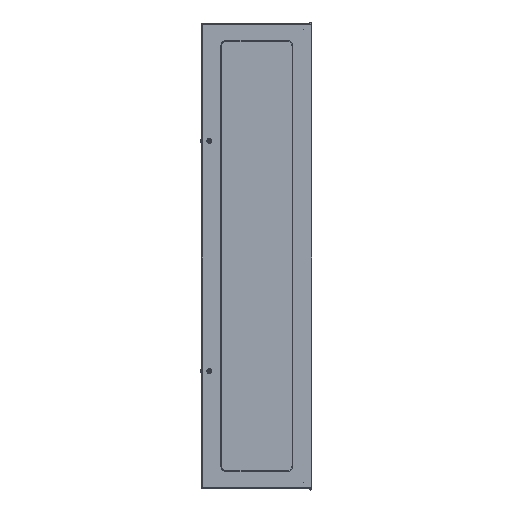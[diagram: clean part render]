
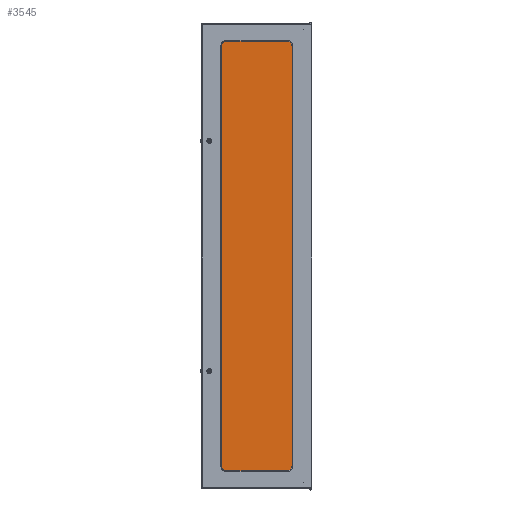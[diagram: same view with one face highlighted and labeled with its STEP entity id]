
A CAD part, top view. The second image highlights one B-rep face of the part: STEP entity #3545.
In plain terms, the highlighted planar face has unit normal (0, 0, 1).
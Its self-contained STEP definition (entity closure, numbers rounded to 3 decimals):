
#309 = VECTOR ( 'NONE', #7501, 1000. ) ;
#404 = EDGE_CURVE ( 'NONE', #2643, #429, #5541, .T. ) ;
#429 = VERTEX_POINT ( 'NONE', #1732 ) ;
#579 = VECTOR ( 'NONE', #1989, 1000. ) ;
#674 = ORIENTED_EDGE ( 'NONE', *, *, #6116, .T. ) ;
#685 = LINE ( 'NONE', #4406, #579 ) ;
#1732 = CARTESIAN_POINT ( 'NONE',  ( 180., 1008., -1.379 ) ) ;
#1989 = DIRECTION ( 'NONE',  ( 1., 0., 0. ) ) ;
#2304 = DIRECTION ( 'NONE',  ( 0., 0., 1. ) ) ;
#2318 = ORIENTED_EDGE ( 'NONE', *, *, #4845, .T. ) ;
#2643 = VERTEX_POINT ( 'NONE', #4723 ) ;
#3156 = ORIENTED_EDGE ( 'NONE', *, *, #404, .T. ) ;
#3393 = CARTESIAN_POINT ( 'NONE',  ( -180., -1008., -1.379 ) ) ;
#3413 = AXIS2_PLACEMENT_3D ( 'NONE', #3529, #2304, #6023 ) ;
#3529 = CARTESIAN_POINT ( 'NONE',  ( -180., -1008., -1.379 ) ) ;
#3545 = ADVANCED_FACE ( 'NONE', ( #4192 ), #7257, .T. ) ;
#3577 = VECTOR ( 'NONE', #8057, 1000. ) ;
#3764 = LINE ( 'NONE', #5656, #3577 ) ;
#3773 = CARTESIAN_POINT ( 'NONE',  ( -180., 1008., -1.379 ) ) ;
#4192 = FACE_OUTER_BOUND ( 'NONE', #4247, .T. ) ;
#4247 = EDGE_LOOP ( 'NONE', ( #2318, #674, #3156, #6202 ) ) ;
#4406 = CARTESIAN_POINT ( 'NONE',  ( -180., -1008., -1.379 ) ) ;
#4723 = CARTESIAN_POINT ( 'NONE',  ( 180., -1008., -1.379 ) ) ;
#4844 = DIRECTION ( 'NONE',  ( 0., 1., 0. ) ) ;
#4845 = EDGE_CURVE ( 'NONE', #6488, #7129, #4949, .T. ) ;
#4949 = LINE ( 'NONE', #3773, #309 ) ;
#4969 = CARTESIAN_POINT ( 'NONE',  ( 180., 1008., -1.379 ) ) ;
#5541 = LINE ( 'NONE', #4969, #6228 ) ;
#5656 = CARTESIAN_POINT ( 'NONE',  ( -180., 1008., -1.379 ) ) ;
#6023 = DIRECTION ( 'NONE',  ( 1., 0., 0. ) ) ;
#6116 = EDGE_CURVE ( 'NONE', #7129, #2643, #685, .T. ) ;
#6158 = EDGE_CURVE ( 'NONE', #429, #6488, #3764, .T. ) ;
#6202 = ORIENTED_EDGE ( 'NONE', *, *, #6158, .T. ) ;
#6228 = VECTOR ( 'NONE', #4844, 1000. ) ;
#6488 = VERTEX_POINT ( 'NONE', #8047 ) ;
#7129 = VERTEX_POINT ( 'NONE', #3393 ) ;
#7257 = PLANE ( 'NONE',  #3413 ) ;
#7501 = DIRECTION ( 'NONE',  ( 0., -1., 0. ) ) ;
#8047 = CARTESIAN_POINT ( 'NONE',  ( -180., 1008., -1.379 ) ) ;
#8057 = DIRECTION ( 'NONE',  ( -1., 0., 0. ) ) ;
